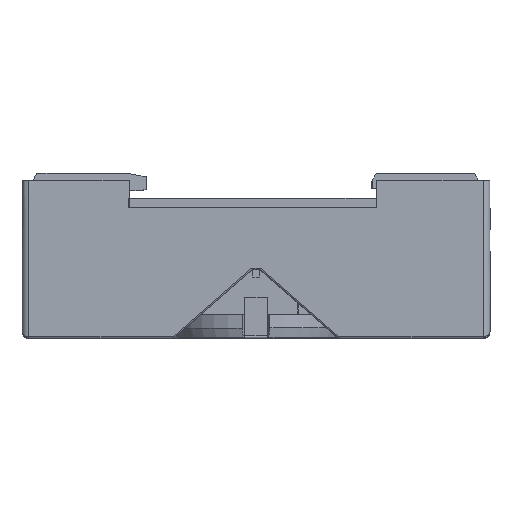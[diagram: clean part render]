
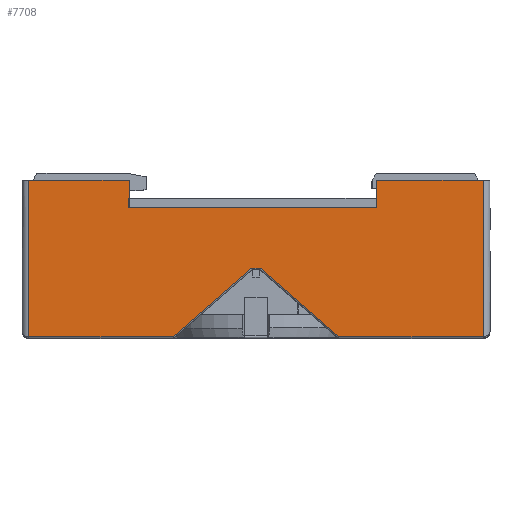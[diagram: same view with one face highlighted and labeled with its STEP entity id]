
A CAD part, top view. The second image highlights one B-rep face of the part: STEP entity #7708.
In plain terms, the highlighted planar face has unit normal (0, 0, 1).
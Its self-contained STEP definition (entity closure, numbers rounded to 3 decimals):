
#5189=CARTESIAN_POINT('',(-33.1,23.,19.0));
#5190=VERTEX_POINT('',#5189);
#5198=CARTESIAN_POINT('',(-18.5,23.,19.0));
#5199=VERTEX_POINT('',#5198);
#5200=CARTESIAN_POINT('',(-18.5,23.,19.0));
#5201=DIRECTION('',(-1.0,0.0,0.0));
#5202=VECTOR('',#5201,14.6);
#5203=LINE('',#5200,#5202);
#5204=EDGE_CURVE('',#5199,#5190,#5203,.T.);
#7577=CARTESIAN_POINT('',(-33.1,0.2,19.0));
#7578=VERTEX_POINT('',#7577);
#7586=CARTESIAN_POINT('',(-33.1,23.,19.0));
#7587=DIRECTION('',(0.0,-1.0,0.0));
#7588=VECTOR('',#7587,22.8);
#7589=LINE('',#7586,#7588);
#7590=EDGE_CURVE('',#5190,#7578,#7589,.T.);
#7602=CARTESIAN_POINT('',(-18.5,19.,19.0));
#7603=VERTEX_POINT('',#7602);
#7619=CARTESIAN_POINT('',(-18.5,19.,19.0));
#7620=DIRECTION('',(0.0,1.0,0.0));
#7621=VECTOR('',#7620,4.);
#7622=LINE('',#7619,#7621);
#7623=EDGE_CURVE('',#7603,#5199,#7622,.T.);
#7628=CARTESIAN_POINT('',(34.1,0.,19.0));
#7629=DIRECTION('',(0.0,0.0,-1.0));
#7630=DIRECTION('',(-1.0,0.0,0.0));
#7631=AXIS2_PLACEMENT_3D('',#7628,#7629,#7630);
#7632=PLANE('',#7631);
#7633=CARTESIAN_POINT('',(0.625,10.2,19.0));
#7634=VERTEX_POINT('',#7633);
#7635=CARTESIAN_POINT('',(12.075,0.2,19.0));
#7636=VERTEX_POINT('',#7635);
#7637=CARTESIAN_POINT('',(0.625,10.2,19.0));
#7638=DIRECTION('',(0.753,-0.658,0.0));
#7639=VECTOR('',#7638,15.202);
#7640=LINE('',#7637,#7639);
#7641=EDGE_CURVE('',#7634,#7636,#7640,.T.);
#7642=ORIENTED_EDGE('',*,*,#7641,.T.);
#7643=CARTESIAN_POINT('',(33.1,0.2,19.0));
#7644=VERTEX_POINT('',#7643);
#7645=CARTESIAN_POINT('',(12.075,0.2,19.0));
#7646=DIRECTION('',(1.0,0.0,0.0));
#7647=VECTOR('',#7646,21.025);
#7648=LINE('',#7645,#7647);
#7649=EDGE_CURVE('',#7636,#7644,#7648,.T.);
#7650=ORIENTED_EDGE('',*,*,#7649,.T.);
#7651=CARTESIAN_POINT('',(33.1,23.,19.0));
#7652=VERTEX_POINT('',#7651);
#7653=CARTESIAN_POINT('',(33.1,0.2,19.0));
#7654=DIRECTION('',(0.0,1.0,0.0));
#7655=VECTOR('',#7654,22.8);
#7656=LINE('',#7653,#7655);
#7657=EDGE_CURVE('',#7644,#7652,#7656,.T.);
#7658=ORIENTED_EDGE('',*,*,#7657,.T.);
#7659=CARTESIAN_POINT('',(17.6,23.,19.0));
#7660=VERTEX_POINT('',#7659);
#7661=CARTESIAN_POINT('',(33.1,23.,19.0));
#7662=DIRECTION('',(-1.0,0.0,0.0));
#7663=VECTOR('',#7662,15.5);
#7664=LINE('',#7661,#7663);
#7665=EDGE_CURVE('',#7652,#7660,#7664,.T.);
#7666=ORIENTED_EDGE('',*,*,#7665,.T.);
#7667=CARTESIAN_POINT('',(17.6,19.,19.0));
#7668=VERTEX_POINT('',#7667);
#7669=CARTESIAN_POINT('',(17.6,23.,19.0));
#7670=DIRECTION('',(0.0,-1.0,0.0));
#7671=VECTOR('',#7670,4.0);
#7672=LINE('',#7669,#7671);
#7673=EDGE_CURVE('',#7660,#7668,#7672,.T.);
#7674=ORIENTED_EDGE('',*,*,#7673,.T.);
#7675=CARTESIAN_POINT('',(17.6,19.,19.0));
#7676=DIRECTION('',(-1.0,0.0,0.0));
#7677=VECTOR('',#7676,36.1);
#7678=LINE('',#7675,#7677);
#7679=EDGE_CURVE('',#7668,#7603,#7678,.T.);
#7680=ORIENTED_EDGE('',*,*,#7679,.T.);
#7681=ORIENTED_EDGE('',*,*,#7623,.T.);
#7682=ORIENTED_EDGE('',*,*,#5204,.T.);
#7683=ORIENTED_EDGE('',*,*,#7590,.T.);
#7684=CARTESIAN_POINT('',(-12.075,0.2,19.0));
#7685=VERTEX_POINT('',#7684);
#7686=CARTESIAN_POINT('',(-33.1,0.2,19.0));
#7687=DIRECTION('',(1.0,0.0,0.0));
#7688=VECTOR('',#7687,21.025);
#7689=LINE('',#7686,#7688);
#7690=EDGE_CURVE('',#7578,#7685,#7689,.T.);
#7691=ORIENTED_EDGE('',*,*,#7690,.T.);
#7692=CARTESIAN_POINT('',(-0.625,10.2,19.0));
#7693=VERTEX_POINT('',#7692);
#7694=CARTESIAN_POINT('',(-12.075,0.2,19.0));
#7695=DIRECTION('',(0.753,0.658,0.0));
#7696=VECTOR('',#7695,15.202);
#7697=LINE('',#7694,#7696);
#7698=EDGE_CURVE('',#7685,#7693,#7697,.T.);
#7699=ORIENTED_EDGE('',*,*,#7698,.T.);
#7700=CARTESIAN_POINT('',(-0.625,10.2,19.0));
#7701=DIRECTION('',(1.0,0.0,0.0));
#7702=VECTOR('',#7701,1.25);
#7703=LINE('',#7700,#7702);
#7704=EDGE_CURVE('',#7693,#7634,#7703,.T.);
#7705=ORIENTED_EDGE('',*,*,#7704,.T.);
#7706=EDGE_LOOP('',(#7642,#7650,#7658,#7666,#7674,#7680,#7681,#7682,#7683,#7691,#7699,#7705));
#7707=FACE_OUTER_BOUND('',#7706,.T.);
#7708=ADVANCED_FACE('',(#7707),#7632,.F.);
